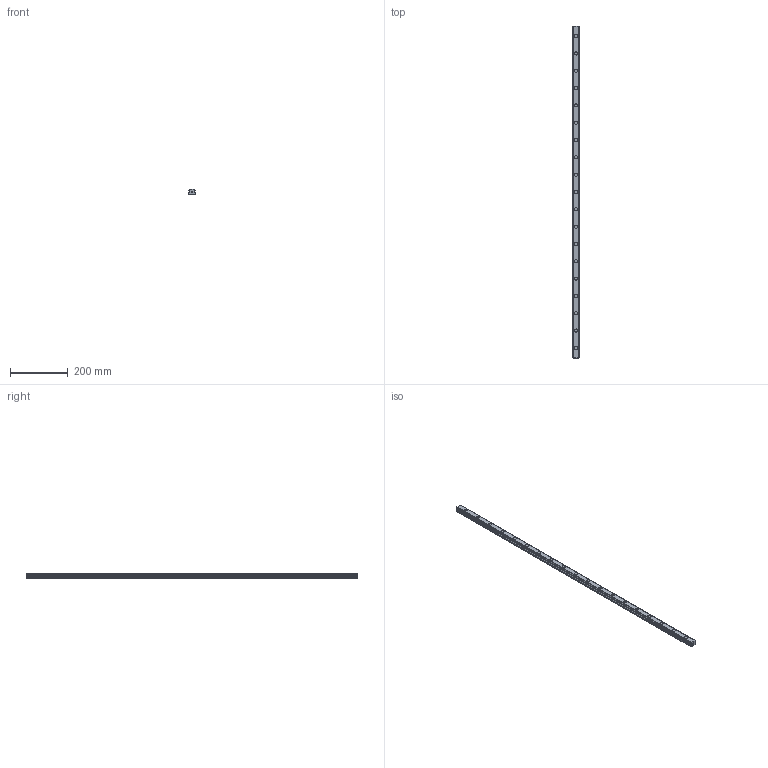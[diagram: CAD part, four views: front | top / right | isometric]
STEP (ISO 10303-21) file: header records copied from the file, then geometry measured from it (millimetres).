
FILE_DESCRIPTION(('STEP AP214'),'1');
FILE_NAME('cctmp_483B745A-7327-4BE3-9B72-4EE3B0BCD918_2021_02_10_08_39_07_0559..stp','2021-02-10T07:39:07',('HIWIN GmbH'),('CADClick - www.CADClick.com'),'Spatial InterOp 3D',' ','unknown authorization');
FILE_SCHEMA(('AUTOMOTIVE_DESIGN'));
Length unit declared in the file: millimetre
Products named in the file (1): EGR25R1150C_FILE
Bounding box: 23 x 1150 x 18 mm (x, y, z)
Volume: 395713.4 mm3; surface area: 107208.3 mm2
Topology: 1 solids, 1 shells, 333 faces, 867 edges, 578 vertices
Faces by surface type: plane 199, cylinder 134
Entity records: 13089 total; most frequent: DIRECTION 1955, CARTESIAN_POINT 1779, ORIENTED_EDGE 1734, EDGE_CURVE 867, AXIS2_PLACEMENT_3D 754, VERTEX_POINT 578, LINE 447, VECTOR 447
